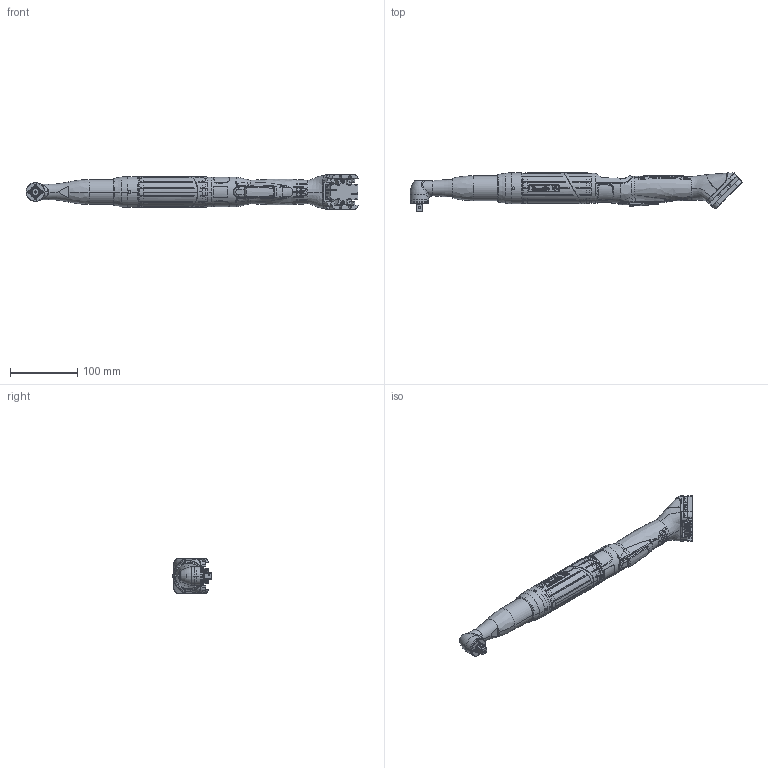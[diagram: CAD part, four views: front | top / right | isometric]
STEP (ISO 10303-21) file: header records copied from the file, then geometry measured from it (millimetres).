
FILE_DESCRIPTION((''),'2;1');
FILE_NAME('EAB26_ASM','2012-10-25T',('greextsd'),(''),'PRO/ENGINEER BY PARAMETRIC TECHNOLOGY CORPORATION, 2011410','PRO/ENGINEER BY PARAMETRIC TECHNOLOGY CORPORATION, 2011410','');
FILE_SCHEMA(('AUTOMOTIVE_DESIGN_CC2 { 1 2 10303 214 -1 1 5 2 }'));
Products named in the file (3): 6151657320_ASM; HANDLE_EAB; EAB26_ASM
Assembly tree (2 placements, depth 2):
  EAB26_ASM
    6151657320_ASM
    HANDLE_EAB
Bounding box: 494.73 x 57.2 x 52 mm (x, y, z)
Volume: 178069.2 mm3; surface area: 156381.5 mm2
Topology: 9 solids, 12 shells, 4023 faces, 10766 edges, 6865 vertices
Faces by surface type: plane 1568, cylinder 978, extrusion 485, bspline 483, cone 362, torus 132, sphere 14, revolution 1
Entity records: 220918 total; most frequent: CARTESIAN_POINT 95520, ORIENTED_EDGE 21456, DIRECTION 15961, EDGE_CURVE 10728, VERTEX_POINT 6863, VECTOR 5498, AXIS2_PLACEMENT_3D 5231, LINE 5013
